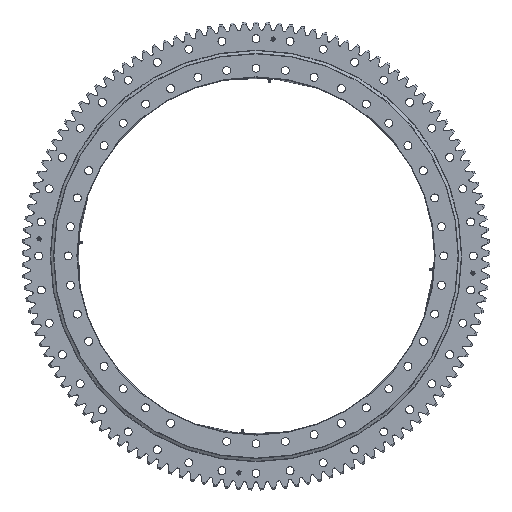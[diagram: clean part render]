
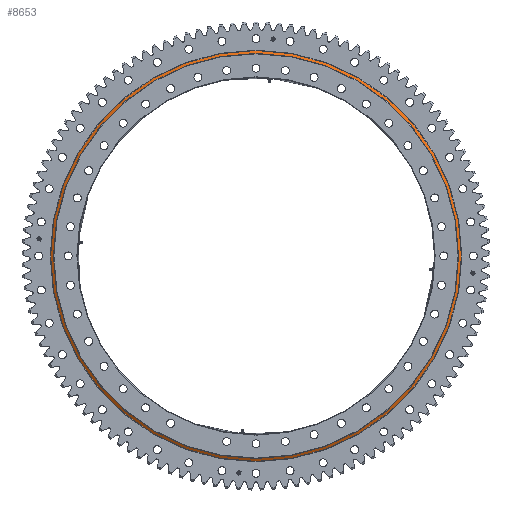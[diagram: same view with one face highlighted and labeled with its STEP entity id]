
A CAD part, top view. The second image highlights one B-rep face of the part: STEP entity #8653.
In plain terms, the highlighted conical face has half-angle 58.57 degrees and reference radius 558 mm.
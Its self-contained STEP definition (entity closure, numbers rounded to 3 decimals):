
#385 = DIRECTION ( 'NONE',  ( 0., 0., -1. ) ) ;
#1878 = CARTESIAN_POINT ( 'NONE',  ( 551., -2.61, 0. ) ) ;
#3780 = CARTESIAN_POINT ( 'NONE',  ( 551., -2.61, -565.544 ) ) ;
#5932 = DIRECTION ( 'NONE',  ( 0., 0., -1. ) ) ;
#6014 = DIRECTION ( 'NONE',  ( 0., -1., 0. ) ) ;
#8653 = ADVANCED_FACE ( 'NONE', ( #34520, #12846 ), #42795, .T. ) ;
#12100 = CARTESIAN_POINT ( 'NONE',  ( 551., 2., -558. ) ) ;
#12846 = FACE_BOUND ( 'NONE', #33895, .T. ) ;
#14883 = EDGE_CURVE ( 'NONE', #22874, #22874, #41222, .T. ) ;
#17855 = EDGE_CURVE ( 'NONE', #50241, #50241, #42926, .T. ) ;
#22874 = VERTEX_POINT ( 'NONE', #3780 ) ;
#24799 = DIRECTION ( 'NONE',  ( 0., -1., 0. ) ) ;
#30347 = DIRECTION ( 'NONE',  ( 0., -1., 0. ) ) ;
#31278 = ORIENTED_EDGE ( 'NONE', *, *, #17855, .T. ) ;
#33159 = ORIENTED_EDGE ( 'NONE', *, *, #14883, .F. ) ;
#33451 = AXIS2_PLACEMENT_3D ( 'NONE', #34560, #6014, #38681 ) ;
#33895 = EDGE_LOOP ( 'NONE', ( #31278 ) ) ;
#34520 = FACE_OUTER_BOUND ( 'NONE', #41361, .T. ) ;
#34560 = CARTESIAN_POINT ( 'NONE',  ( 551., 2., 0. ) ) ;
#38681 = DIRECTION ( 'NONE',  ( 0., 0., -1. ) ) ;
#41222 = CIRCLE ( 'NONE', #50979, 565.544 ) ;
#41361 = EDGE_LOOP ( 'NONE', ( #33159 ) ) ;
#41987 = AXIS2_PLACEMENT_3D ( 'NONE', #49161, #24799, #385 ) ;
#42795 = CONICAL_SURFACE ( 'NONE', #33451, 558., 1.022 ) ;
#42926 = CIRCLE ( 'NONE', #41987, 558. ) ;
#49161 = CARTESIAN_POINT ( 'NONE',  ( 551., 2., 0. ) ) ;
#50241 = VERTEX_POINT ( 'NONE', #12100 ) ;
#50979 = AXIS2_PLACEMENT_3D ( 'NONE', #1878, #30347, #5932 ) ;
